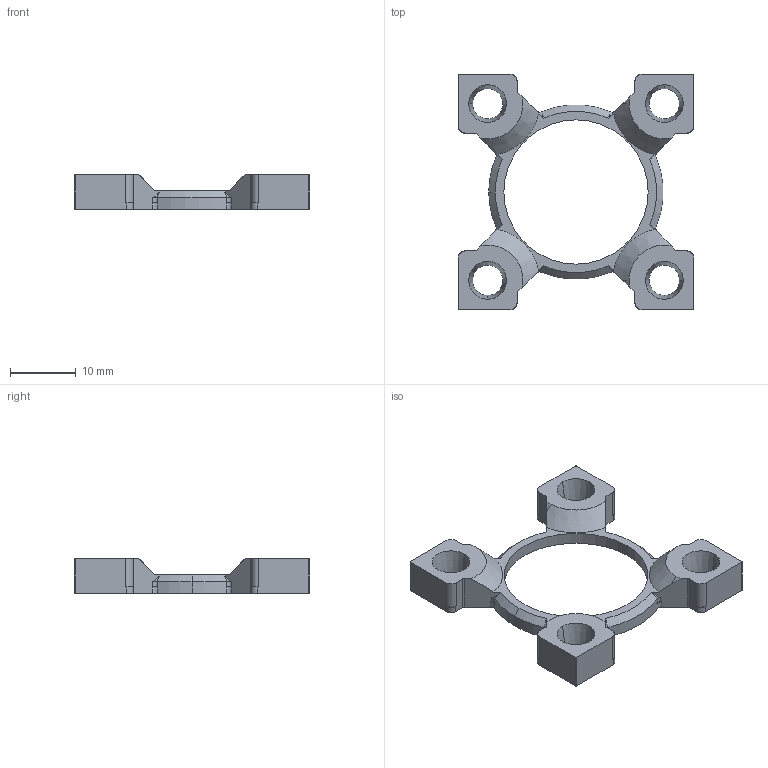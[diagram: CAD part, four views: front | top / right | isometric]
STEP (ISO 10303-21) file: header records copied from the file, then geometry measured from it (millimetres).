
FILE_DESCRIPTION (( 'STEP AP214' ), '1' );
FILE_NAME ('bearing block.STEP', '2019-04-06T16:30:17', ( '' ), ( '' ), 'SwSTEP 2.0', 'SolidWorks 2016', '' );
FILE_SCHEMA (( 'AUTOMOTIVE_DESIGN' ));
Length unit declared in the file: millimetre
Products named in the file (1): bearing block
Bounding box: 35.87 x 35.87 x 5.32 mm (x, y, z)
Volume: 1744.4 mm3; surface area: 2311 mm2
Topology: 1 solids, 1 shells, 198 faces, 572 edges, 377 vertices
Faces by surface type: cylinder 98, plane 71, cone 29
Entity records: 6711 total; most frequent: CARTESIAN_POINT 1252, DIRECTION 1191, ORIENTED_EDGE 1144, EDGE_CURVE 572, AXIS2_PLACEMENT_3D 440, VERTEX_POINT 377, VECTOR 311, LINE 311
